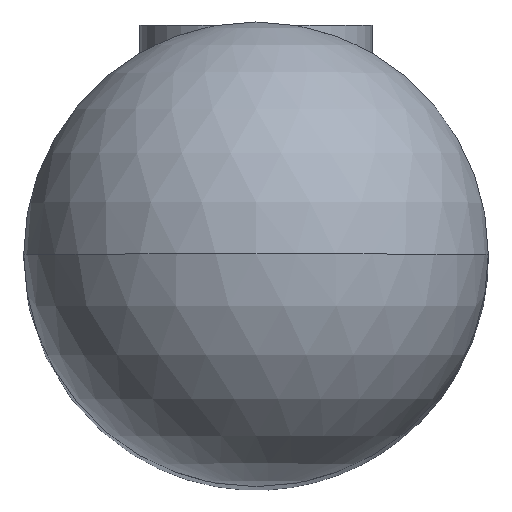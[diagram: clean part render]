
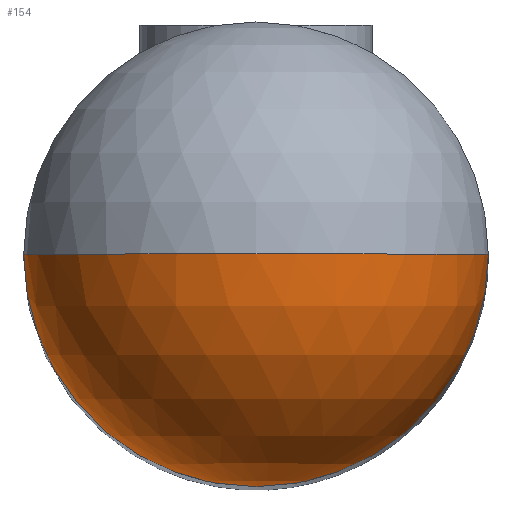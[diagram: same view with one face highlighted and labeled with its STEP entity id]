
A CAD part, top view. The second image highlights one B-rep face of the part: STEP entity #154.
In plain terms, the highlighted spherical face has radius 5 mm.
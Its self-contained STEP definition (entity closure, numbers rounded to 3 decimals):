
#1 = DIRECTION ( 'NONE',  ( -1., 0., 0. ) ) ;
#25 = FACE_OUTER_BOUND ( 'NONE', #223, .T. ) ;
#34 = CARTESIAN_POINT ( 'NONE',  ( 0., -2.5, 45. ) ) ;
#56 = ORIENTED_EDGE ( 'NONE', *, *, #123, .F. ) ;
#81 = VERTEX_POINT ( 'NONE', #184 ) ;
#82 = VERTEX_POINT ( 'NONE', #347 ) ;
#91 = SPHERICAL_SURFACE ( 'NONE', #279, 5. ) ;
#94 = DIRECTION ( 'NONE',  ( 0., 1., 0. ) ) ;
#108 = CIRCLE ( 'NONE', #305, 5. ) ;
#123 = EDGE_CURVE ( 'NONE', #82, #81, #108, .T. ) ;
#139 = ORIENTED_EDGE ( 'NONE', *, *, #220, .T. ) ;
#154 = ADVANCED_FACE ( 'NONE', ( #25 ), #91, .T. ) ;
#168 = CARTESIAN_POINT ( 'NONE',  ( 0., -2.5, 45. ) ) ;
#169 = DIRECTION ( 'NONE',  ( 0., -1., 0. ) ) ;
#184 = CARTESIAN_POINT ( 'NONE',  ( -5., -2.5, 45. ) ) ;
#187 = DIRECTION ( 'NONE',  ( -1., 0., 0. ) ) ;
#213 = EDGE_CURVE ( 'NONE', #81, #315, #222, .T. ) ;
#220 = EDGE_CURVE ( 'NONE', #82, #315, #227, .T. ) ;
#222 = CIRCLE ( 'NONE', #296, 5. ) ;
#223 = EDGE_LOOP ( 'NONE', ( #295, #56, #139 ) ) ;
#225 = CARTESIAN_POINT ( 'NONE',  ( 0., -2.5, 45. ) ) ;
#227 = CIRCLE ( 'NONE', #250, 5. ) ;
#228 = DIRECTION ( 'NONE',  ( 0., 1., 0. ) ) ;
#234 = CARTESIAN_POINT ( 'NONE',  ( 0., -2.5, 50. ) ) ;
#250 = AXIS2_PLACEMENT_3D ( 'NONE', #168, #169, #273 ) ;
#273 = DIRECTION ( 'NONE',  ( 0., 0., -1. ) ) ;
#275 = DIRECTION ( 'NONE',  ( 0., 0., -1. ) ) ;
#279 = AXIS2_PLACEMENT_3D ( 'NONE', #225, #94, #325 ) ;
#295 = ORIENTED_EDGE ( 'NONE', *, *, #213, .F. ) ;
#296 = AXIS2_PLACEMENT_3D ( 'NONE', #324, #228, #187 ) ;
#305 = AXIS2_PLACEMENT_3D ( 'NONE', #34, #275, #1 ) ;
#315 = VERTEX_POINT ( 'NONE', #234 ) ;
#324 = CARTESIAN_POINT ( 'NONE',  ( 0., -2.5, 45. ) ) ;
#325 = DIRECTION ( 'NONE',  ( 1., 0., 0. ) ) ;
#347 = CARTESIAN_POINT ( 'NONE',  ( 5., -2.5, 45. ) ) ;
